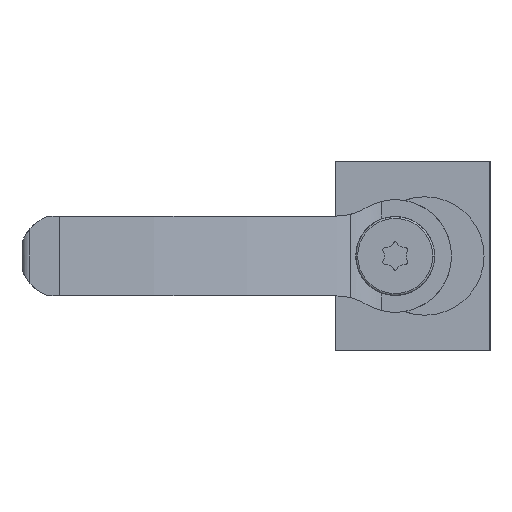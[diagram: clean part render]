
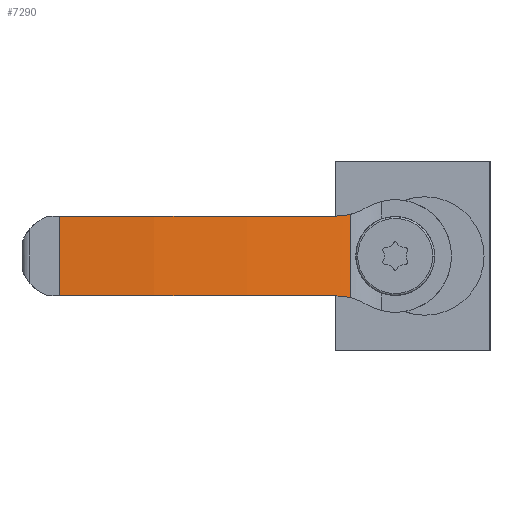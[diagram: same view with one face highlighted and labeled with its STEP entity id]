
A CAD part, left-side view. The second image highlights one B-rep face of the part: STEP entity #7290.
In plain terms, the highlighted cylindrical face has radius 129.305 mm (diameter 258.611 mm), a partial arc.
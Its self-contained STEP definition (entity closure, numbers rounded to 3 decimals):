
#941=CARTESIAN_POINT('',(-29.165,23.59,-23.022));
#942=CARTESIAN_POINT('',(-29.267,23.836,-22.961));
#943=CARTESIAN_POINT('',(-29.471,24.333,-22.861));
#944=CARTESIAN_POINT('',(-29.775,25.088,-22.77));
#945=CARTESIAN_POINT('',(-29.975,25.593,-22.75));
#946=CARTESIAN_POINT('',(-30.074,25.846,-22.75));
#977=CARTESIAN_POINT('',(90.305,73.055,-22.75));
#978=DIRECTION('',(0.,0.,1.));
#979=DIRECTION('',(-1.,-0.003,0.));
#980=AXIS2_PLACEMENT_3D('',#977,#978,#979);
#1001=CARTESIAN_POINT('',(90.305,73.055,-9.25));
#1002=DIRECTION('',(0.,0.,-1.));
#1003=DIRECTION('',(-0.931,-0.365,0.));
#1004=AXIS2_PLACEMENT_3D('',#1001,#1002,#1003);
#1038=CARTESIAN_POINT('',(-30.074,25.846,-9.25));
#1039=CARTESIAN_POINT('',(-29.975,25.593,-9.25));
#1040=CARTESIAN_POINT('',(-29.775,25.088,
-9.23));
#1041=CARTESIAN_POINT('',(-29.471,24.333,
-9.139));
#1042=CARTESIAN_POINT('',(-29.267,23.836,
-9.039));
#1043=CARTESIAN_POINT('',(-29.165,23.59,-8.978));
#1049=DIRECTION('',(0.,0.,1.));
#1050=VECTOR('',#1049,13.5);
#1051=CARTESIAN_POINT('',(-39.,72.7,-22.75));
#1052=LINE('',#1051,#1050);
#1053=DIRECTION('',(0.,0.,-1.));
#1054=VECTOR('',#1053,14.043);
#1055=CARTESIAN_POINT('',(-29.165,23.59,-8.978));
#1056=LINE('',#1055,#1054);
#4680=CARTESIAN_POINT('',(-30.074,25.846,-9.25));
#4681=VERTEX_POINT('',#4680);
#4682=VERTEX_POINT('',#1043);
#4693=CARTESIAN_POINT('',(-29.165,23.59,-23.022));
#4694=VERTEX_POINT('',#4693);
#4695=VERTEX_POINT('',#946);
#4700=CARTESIAN_POINT('',(-39.,72.7,-22.75));
#4701=VERTEX_POINT('',#4700);
#4738=CARTESIAN_POINT('',(-39.,72.7,-9.25));
#4739=VERTEX_POINT('',#4738);
#7276=CARTESIAN_POINT('',(90.305,73.055,-23.303));
#7277=DIRECTION('',(0.,0.,1.));
#7278=DIRECTION('',(0.,1.,0.));
#7279=AXIS2_PLACEMENT_3D('',#7276,#7277,#7278);
#7280=CYLINDRICAL_SURFACE('',#7279,129.305);
#7281=ORIENTED_EDGE('',*,*,#7169,.T.);
#7282=ORIENTED_EDGE('',*,*,#7199,.F.);
#7284=ORIENTED_EDGE('',*,*,#7283,.T.);
#7285=ORIENTED_EDGE('',*,*,#7242,.F.);
#7286=ORIENTED_EDGE('',*,*,#7270,.T.);
#7287=ORIENTED_EDGE('',*,*,#7147,.T.);
#7288=EDGE_LOOP('',(#7281,#7282,#7284,#7285,#7286,#7287));
#7289=FACE_OUTER_BOUND('',#7288,.F.);
#7290=ADVANCED_FACE('',(#7289),#7280,.T.);
#947=B_SPLINE_CURVE_WITH_KNOTS('',3,(#941,#942,#943,#944,#945,#946),
.UNSPECIFIED.,.F.,.F.,(4,1,1,4),(0.,0.333,0.667,1.),
.UNSPECIFIED.);
#981=CIRCLE('',#980,129.305);
#1005=CIRCLE('',#1004,129.305);
#1044=B_SPLINE_CURVE_WITH_KNOTS('',3,(#1038,#1039,#1040,#1041,#1042,#1043),
.UNSPECIFIED.,.F.,.F.,(4,1,1,4),(0.,0.333,0.667,1.),
.UNSPECIFIED.);
#7147=EDGE_CURVE('',#4682,#4694,#1056,.T.);
#7169=EDGE_CURVE('',#4694,#4695,#947,.T.);
#7199=EDGE_CURVE('',#4701,#4695,#981,.T.);
#7242=EDGE_CURVE('',#4681,#4739,#1005,.T.);
#7270=EDGE_CURVE('',#4681,#4682,#1044,.T.);
#7283=EDGE_CURVE('',#4701,#4739,#1052,.T.);
